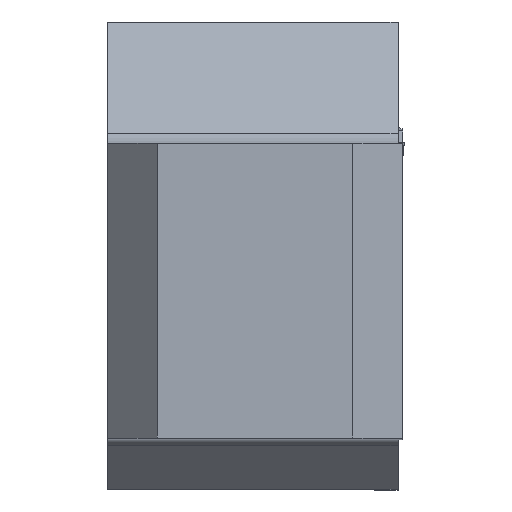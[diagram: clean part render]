
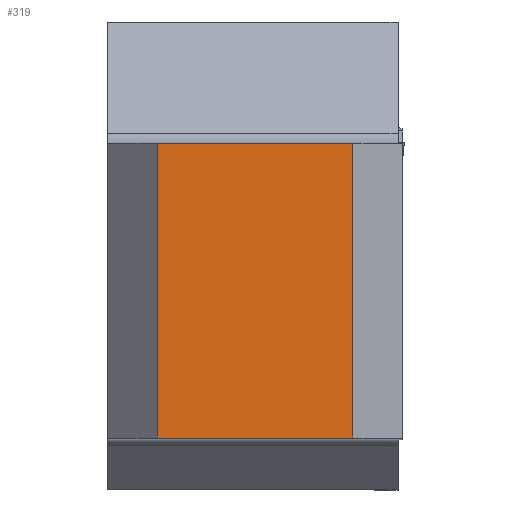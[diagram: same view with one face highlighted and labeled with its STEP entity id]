
A CAD part, top view. The second image highlights one B-rep face of the part: STEP entity #319.
In plain terms, the highlighted planar face has unit normal (0, 0, 1).
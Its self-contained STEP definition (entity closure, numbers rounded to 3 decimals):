
#319=ADVANCED_FACE('CU_BACK_SU1',(#493),#427,.F.);
#427=PLANE('',#2266);
#493=FACE_OUTER_BOUND('',#609,.T.);
#609=EDGE_LOOP('',(#869,#870,#871,#872));
#869=ORIENTED_EDGE('',*,*,#1620,.F.);
#870=ORIENTED_EDGE('',*,*,#1621,.T.);
#871=ORIENTED_EDGE('',*,*,#1622,.T.);
#872=ORIENTED_EDGE('',*,*,#1623,.T.);
#1396=VERTEX_POINT('',#3118);
#1397=VERTEX_POINT('',#3119);
#1398=VERTEX_POINT('',#3121);
#1399=VERTEX_POINT('',#3123);
#1620=EDGE_CURVE('',#1396,#1397,#1899,.T.);
#1621=EDGE_CURVE('',#1396,#1398,#1900,.T.);
#1622=EDGE_CURVE('',#1398,#1399,#1901,.T.);
#1623=EDGE_CURVE('',#1399,#1397,#1902,.T.);
#1899=LINE('',#3117,#2072);
#1900=LINE('',#3120,#2073);
#1901=LINE('',#3122,#2074);
#1902=LINE('',#3124,#2075);
#2072=VECTOR('',#2565,1.);
#2073=VECTOR('',#2566,1.);
#2074=VECTOR('',#2567,1.);
#2075=VECTOR('',#2568,1.);
#2266=AXIS2_PLACEMENT_3D('',#3125,#2569,#2570);
#2565=DIRECTION('',(0.,-1.,0.));
#2566=DIRECTION('',(-1.,0.,0.));
#2567=DIRECTION('',(0.,-1.,0.));
#2568=DIRECTION('',(1.,0.,0.));
#2569=DIRECTION('',(0.,0.,-1.));
#2570=DIRECTION('',(1.,0.,0.));
#3117=CARTESIAN_POINT('',(9.925,0.,0.));
#3118=CARTESIAN_POINT('',(9.925,11.925,0.));
#3119=CARTESIAN_POINT('',(9.925,0.,0.));
#3120=CARTESIAN_POINT('',(-22.596,11.925,0.));
#3121=CARTESIAN_POINT('',(2.,11.925,0.));
#3122=CARTESIAN_POINT('',(2.,0.,0.));
#3123=CARTESIAN_POINT('',(2.,0.,0.));
#3124=CARTESIAN_POINT('',(-22.596,0.,0.));
#3125=CARTESIAN_POINT('',(-22.596,31.925,0.));
